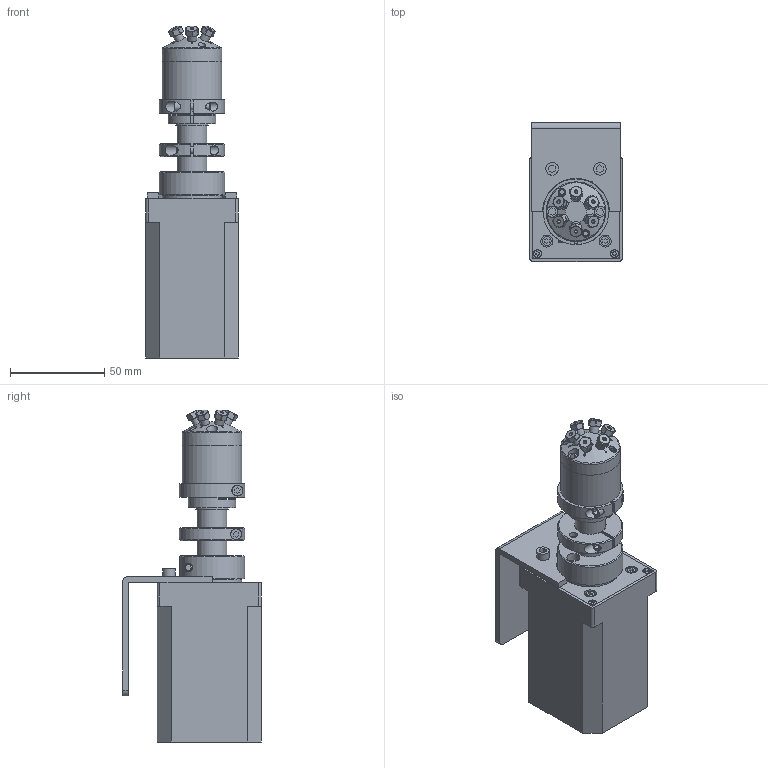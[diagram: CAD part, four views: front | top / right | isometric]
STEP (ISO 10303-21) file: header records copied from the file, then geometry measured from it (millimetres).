
FILE_DESCRIPTION((''),'2;1');
FILE_NAME('312351-C2-2006EH2 6 port 2-pos valve electric actuated with standoff.stp','2013-08-14T14:58:09',('Franzp'),(''),'Autodesk Inventor 2013','Autodesk Inventor 2013','');
FILE_SCHEMA(('AUTOMOTIVE_DESIGN { 1 0 10303 214 1 1 1 1 }'));
Length unit declared in the file: millimetre
Products named in the file (1): 312351_Shrinkwrap_1
Bounding box: 49.17 x 73.91 x 176.55 mm (x, y, z)
Surface area: 61952.6 mm2 (no closed solid volume)
Topology: 0 solids, 42 shells, 280 faces, 1042 edges, 774 vertices
Faces by surface type: plane 168, cylinder 83, cone 27, bspline 1, torus 1
Full cylindrical faces by diameter (mm): 1.727 x6, 2.642 x1, 2.95 x2, 3.175 x1, 3.22 x2, 3.51 x2, 4.166 x1, 4.32 x4, 4.6 x2, 4.75 x1, 4.826 x6, 5.65 x2, 5.84 x1, 5.89 x2, 6.35 x2, 6.7 x3, 7 x5, 15.875 x1, 16.256 x1, 19.05 x1, 31.725 x1, 31.75 x2
Entity records: 11727 total; most frequent: CARTESIAN_POINT 3138, DIRECTION 1628, ORIENTED_EDGE 1404, EDGE_CURVE 932, VERTEX_POINT 737, AXIS2_PLACEMENT_3D 590, VECTOR 448, LINE 448
